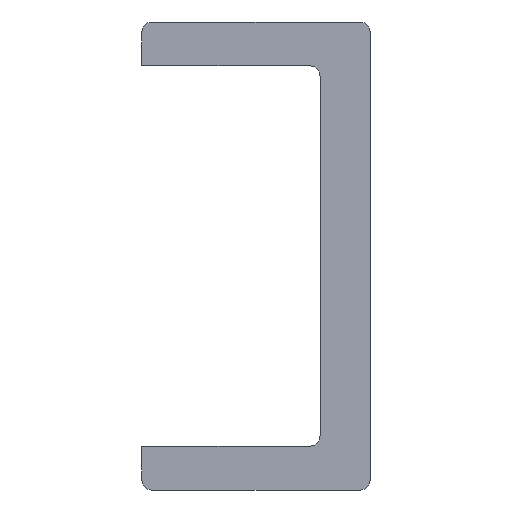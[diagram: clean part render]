
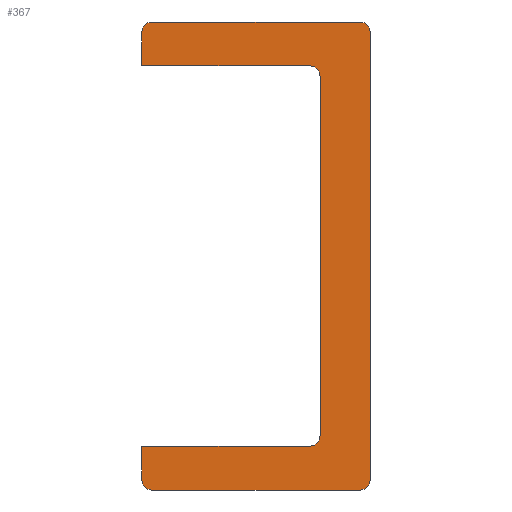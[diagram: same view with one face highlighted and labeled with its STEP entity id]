
A CAD part, front view. The second image highlights one B-rep face of the part: STEP entity #367.
In plain terms, the highlighted planar face has unit normal (0, -1, 0).
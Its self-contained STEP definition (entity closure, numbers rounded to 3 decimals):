
#367 = ADVANCED_FACE( '', ( #893 ), #894, .F. );
#893 = FACE_OUTER_BOUND( '', #1410, .T. );
#894 = PLANE( '', #1411 );
#1410 = EDGE_LOOP( '', ( #2204, #2205, #2206, #2207, #2208, #2209, #2210, #2211, #2212, #2213, #2214, #2215, #2216, #2217 ) );
#1411 = AXIS2_PLACEMENT_3D( '', #2218, #2219, #2220 );
#2204 = ORIENTED_EDGE( '', *, *, #2373, .F. );
#2205 = ORIENTED_EDGE( '', *, *, #2440, .T. );
#2206 = ORIENTED_EDGE( '', *, *, #2497, .F. );
#2207 = ORIENTED_EDGE( '', *, *, #2289, .T. );
#2208 = ORIENTED_EDGE( '', *, *, #2328, .F. );
#2209 = ORIENTED_EDGE( '', *, *, #2490, .F. );
#2210 = ORIENTED_EDGE( '', *, *, #2429, .F. );
#2211 = ORIENTED_EDGE( '', *, *, #2504, .F. );
#2212 = ORIENTED_EDGE( '', *, *, #2338, .F. );
#2213 = ORIENTED_EDGE( '', *, *, #2234, .F. );
#2214 = ORIENTED_EDGE( '', *, *, #2264, .F. );
#2215 = ORIENTED_EDGE( '', *, *, #2463, .T. );
#2216 = ORIENTED_EDGE( '', *, *, #2482, .F. );
#2217 = ORIENTED_EDGE( '', *, *, #2453, .T. );
#2218 = CARTESIAN_POINT( '', ( -10.5, 0., 21.5 ) );
#2219 = DIRECTION( '', ( 0., 1., 0. ) );
#2220 = DIRECTION( '', ( 0., 0., 1. ) );
#2234 = EDGE_CURVE( '', #2531, #2532, #2533, .T. );
#2264 = EDGE_CURVE( '', #2580, #2531, #2582, .T. );
#2289 = EDGE_CURVE( '', #2623, #2621, #2624, .F. );
#2328 = EDGE_CURVE( '', #2684, #2621, #2685, .T. );
#2338 = EDGE_CURVE( '', #2532, #2700, #2701, .T. );
#2373 = EDGE_CURVE( '', #2763, #2765, #2766, .T. );
#2429 = EDGE_CURVE( '', #2851, #2852, #2853, .T. );
#2440 = EDGE_CURVE( '', #2763, #2866, #2868, .F. );
#2453 = EDGE_CURVE( '', #2885, #2765, #2886, .F. );
#2463 = EDGE_CURVE( '', #2580, #2897, #2899, .F. );
#2482 = EDGE_CURVE( '', #2885, #2897, #2926, .T. );
#2490 = EDGE_CURVE( '', #2852, #2684, #2937, .T. );
#2497 = EDGE_CURVE( '', #2623, #2866, #2945, .T. );
#2504 = EDGE_CURVE( '', #2700, #2851, #2953, .T. );
#2531 = VERTEX_POINT( '', #2980 );
#2532 = VERTEX_POINT( '', #2981 );
#2533 = LINE( '', #2982, #2983 );
#2580 = VERTEX_POINT( '', #3034 );
#2582 = LINE( '', #3037, #3038 );
#2621 = VERTEX_POINT( '', #3077 );
#2623 = VERTEX_POINT( '', #3080 );
#2624 = CIRCLE( '', #3081, 0.9 );
#2684 = VERTEX_POINT( '', #3142 );
#2685 = LINE( '', #3143, #3144 );
#2700 = VERTEX_POINT( '', #3161 );
#2701 = CIRCLE( '', #3162, 1. );
#2763 = VERTEX_POINT( '', #3226 );
#2765 = VERTEX_POINT( '', #3229 );
#2766 = LINE( '', #3230, #3231 );
#2851 = VERTEX_POINT( '', #3321 );
#2852 = VERTEX_POINT( '', #3322 );
#2853 = CIRCLE( '', #3323, 1. );
#2866 = VERTEX_POINT( '', #3338 );
#2868 = CIRCLE( '', #3341, 0.9 );
#2885 = VERTEX_POINT( '', #3358 );
#2886 = CIRCLE( '', #3359, 0.9 );
#2897 = VERTEX_POINT( '', #3371 );
#2899 = CIRCLE( '', #3374, 0.9 );
#2926 = LINE( '', #3401, #3402 );
#2937 = LINE( '', #3413, #3414 );
#2945 = LINE( '', #3422, #3423 );
#2953 = LINE( '', #3431, #3432 );
#2980 = CARTESIAN_POINT( '', ( -10.5, 0., -17.5 ) );
#2981 = CARTESIAN_POINT( '', ( 4.9, 0., -17.5 ) );
#2982 = CARTESIAN_POINT( '', ( 4.9, 0., -17.5 ) );
#2983 = VECTOR( '', #3462, 1000. );
#3034 = CARTESIAN_POINT( '', ( -10.5, 0., -20.6 ) );
#3037 = CARTESIAN_POINT( '', ( -10.5, 0., -21.5 ) );
#3038 = VECTOR( '', #3513, 1000. );
#3077 = CARTESIAN_POINT( '', ( -10.5, 0., 20.6 ) );
#3080 = CARTESIAN_POINT( '', ( -9.6, 0., 21.5 ) );
#3081 = AXIS2_PLACEMENT_3D( '', #3557, #3558, #3559 );
#3142 = CARTESIAN_POINT( '', ( -10.5, 0., 17.5 ) );
#3143 = CARTESIAN_POINT( '', ( -10.5, 0., -21.5 ) );
#3144 = VECTOR( '', #3624, 1000. );
#3161 = CARTESIAN_POINT( '', ( 5.9, 0., -16.5 ) );
#3162 = AXIS2_PLACEMENT_3D( '', #3639, #3640, #3641 );
#3226 = CARTESIAN_POINT( '', ( 10.5, 0., 20.6 ) );
#3229 = CARTESIAN_POINT( '', ( 10.5, 0., -20.6 ) );
#3230 = CARTESIAN_POINT( '', ( 10.5, 0., 21.5 ) );
#3231 = VECTOR( '', #3723, 1000. );
#3321 = CARTESIAN_POINT( '', ( 5.9, 0., 16.5 ) );
#3322 = CARTESIAN_POINT( '', ( 4.9, 0., 17.5 ) );
#3323 = AXIS2_PLACEMENT_3D( '', #3813, #3814, #3815 );
#3338 = CARTESIAN_POINT( '', ( 9.6, 0., 21.5 ) );
#3341 = AXIS2_PLACEMENT_3D( '', #3828, #3829, #3830 );
#3358 = CARTESIAN_POINT( '', ( 9.6, 0., -21.5 ) );
#3359 = AXIS2_PLACEMENT_3D( '', #3843, #3844, #3845 );
#3371 = CARTESIAN_POINT( '', ( -9.6, 0., -21.5 ) );
#3374 = AXIS2_PLACEMENT_3D( '', #3854, #3855, #3856 );
#3401 = CARTESIAN_POINT( '', ( 10.5, 0., -21.5 ) );
#3402 = VECTOR( '', #3881, 1000. );
#3413 = CARTESIAN_POINT( '', ( 4.9, 0., 17.5 ) );
#3414 = VECTOR( '', #3891, 1000. );
#3422 = CARTESIAN_POINT( '', ( -10.5, 0., 21.5 ) );
#3423 = VECTOR( '', #3895, 1000. );
#3431 = CARTESIAN_POINT( '', ( 5.9, 0., 16.5 ) );
#3432 = VECTOR( '', #3899, 1000. );
#3462 = DIRECTION( '', ( 1., 0., 0. ) );
#3513 = DIRECTION( '', ( 0., 0., 1. ) );
#3557 = CARTESIAN_POINT( '', ( -9.6, 0., 20.6 ) );
#3558 = DIRECTION( '', ( 0., 1., 0. ) );
#3559 = DIRECTION( '', ( 0., 0., 1. ) );
#3624 = DIRECTION( '', ( 0., 0., 1. ) );
#3639 = CARTESIAN_POINT( '', ( 4.9, 0., -16.5 ) );
#3640 = DIRECTION( '', ( 0., -1., 0. ) );
#3641 = DIRECTION( '', ( -1., 0., 0. ) );
#3723 = DIRECTION( '', ( 0., 0., -1. ) );
#3813 = CARTESIAN_POINT( '', ( 4.9, 0., 16.5 ) );
#3814 = DIRECTION( '', ( 0., -1., 0. ) );
#3815 = DIRECTION( '', ( -1., 0., 0. ) );
#3828 = CARTESIAN_POINT( '', ( 9.6, 0., 20.6 ) );
#3829 = DIRECTION( '', ( 0., 1., 0. ) );
#3830 = DIRECTION( '', ( 0., 0., 1. ) );
#3843 = CARTESIAN_POINT( '', ( 9.6, 0., -20.6 ) );
#3844 = DIRECTION( '', ( 0., 1., 0. ) );
#3845 = DIRECTION( '', ( 0., 0., 1. ) );
#3854 = CARTESIAN_POINT( '', ( -9.6, 0., -20.6 ) );
#3855 = DIRECTION( '', ( 0., 1., 0. ) );
#3856 = DIRECTION( '', ( 0., 0., 1. ) );
#3881 = DIRECTION( '', ( -1., 0., 0. ) );
#3891 = DIRECTION( '', ( -1., 0., 0. ) );
#3895 = DIRECTION( '', ( 1., 0., 0. ) );
#3899 = DIRECTION( '', ( 0., 0., 1. ) );
